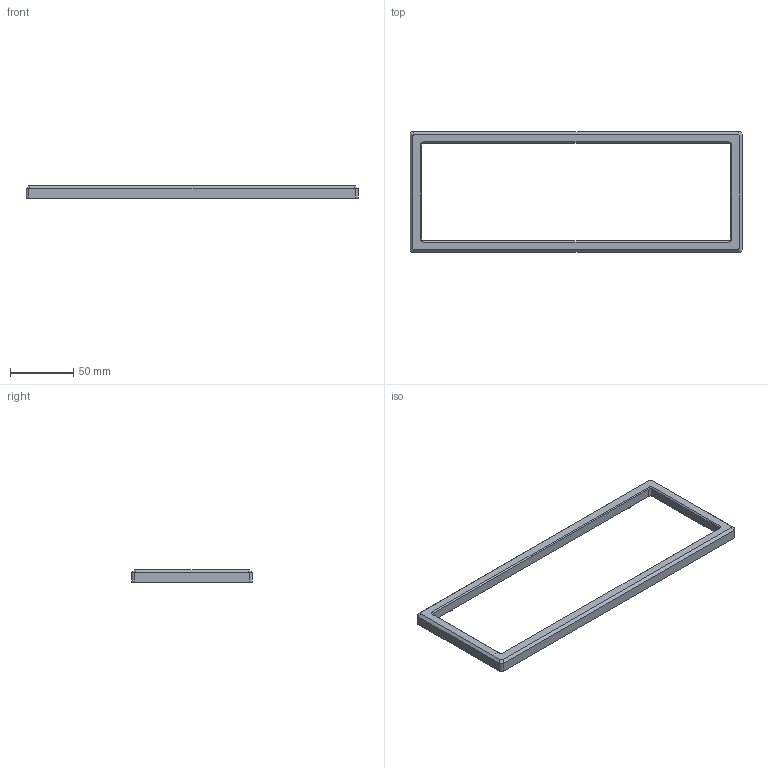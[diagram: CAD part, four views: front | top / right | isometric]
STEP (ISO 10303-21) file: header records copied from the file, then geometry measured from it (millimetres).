
FILE_DESCRIPTION(/* description */ (''),/* implementation_level */ '2;1');
FILE_NAME(/* name */ 'Carpool-Top-3DP.step',/* time_stamp */ '2021-09-25T21:28:33-04:00',/* author */ (''),/* organization */ (''),/* preprocessor_version */ 'ST-DEVELOPER v18.1',/* originating_system */ 'Autodesk Translation Framework v10.10.0.1391',/* authorisation */ '');
FILE_SCHEMA (('AUTOMOTIVE_DESIGN { 1 0 10303 214 3 1 1 }'));
Length unit declared in the file: millimetre
Products named in the file (1): Carpool-Top
Bounding box: 261.89 x 95.2 x 9.6 mm (x, y, z)
Volume: 52883.8 mm3; surface area: 24688.9 mm2
Topology: 1 solids, 1 shells, 167 faces, 450 edges, 290 vertices
Faces by surface type: cylinder 74, plane 67, cone 18, bspline 8
Full cylindrical faces by diameter (mm): 2.075 x14, 4.7 x4
Entity records: 5513 total; most frequent: CARTESIAN_POINT 1245, DIRECTION 896, ORIENTED_EDGE 872, EDGE_CURVE 436, AXIS2_PLACEMENT_3D 312, VERTEX_POINT 290, LINE 272, VECTOR 272
